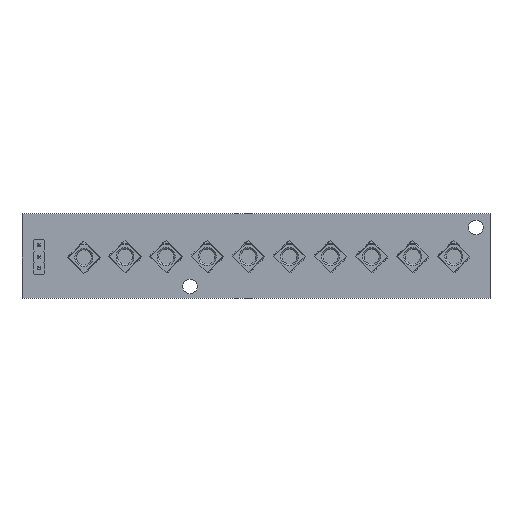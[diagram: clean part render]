
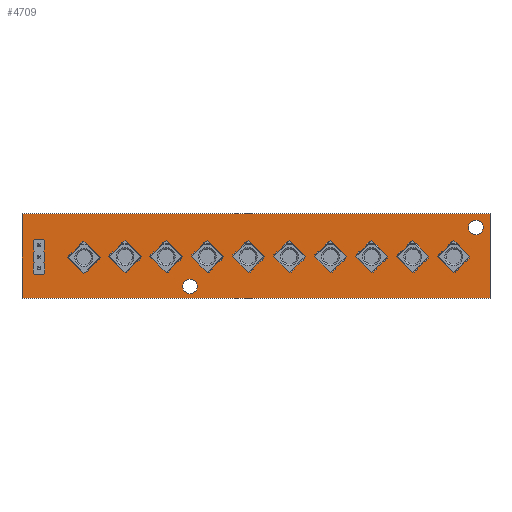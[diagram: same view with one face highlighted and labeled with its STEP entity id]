
A CAD part, top view. The second image highlights one B-rep face of the part: STEP entity #4709.
In plain terms, the highlighted planar face has unit normal (0, 0, 1).
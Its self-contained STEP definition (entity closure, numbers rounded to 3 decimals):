
#4542 = VERTEX_POINT('',#4543);
#4543 = CARTESIAN_POINT('',(51.25,-9.25,1.51));
#4549 = EDGE_CURVE('',#4542,#4550,#4552,.T.);
#4550 = VERTEX_POINT('',#4551);
#4551 = CARTESIAN_POINT('',(-51.25,-9.25,1.51));
#4552 = LINE('',#4553,#4554);
#4553 = CARTESIAN_POINT('',(51.25,-9.25,1.51));
#4554 = VECTOR('',#4555,1.);
#4555 = DIRECTION('',(-1.,0.,0.));
#4582 = VERTEX_POINT('',#4583);
#4583 = CARTESIAN_POINT('',(51.25,9.25,1.51));
#4589 = EDGE_CURVE('',#4582,#4542,#4590,.T.);
#4590 = LINE('',#4591,#4592);
#4591 = CARTESIAN_POINT('',(51.25,9.25,1.51));
#4592 = VECTOR('',#4593,1.);
#4593 = DIRECTION('',(0.,-1.,0.));
#4611 = EDGE_CURVE('',#4550,#4612,#4614,.T.);
#4612 = VERTEX_POINT('',#4613);
#4613 = CARTESIAN_POINT('',(-51.25,9.25,1.51));
#4614 = LINE('',#4615,#4616);
#4615 = CARTESIAN_POINT('',(-51.25,-9.25,1.51));
#4616 = VECTOR('',#4617,1.);
#4617 = DIRECTION('',(0.,1.,0.));
#4709 = ADVANCED_FACE('',(#4710,#4721,#4732,#4743,#4754,#4765),#4776,.T.
  );
#4710 = FACE_BOUND('',#4711,.T.);
#4711 = EDGE_LOOP('',(#4712,#4713,#4714,#4720));
#4712 = ORIENTED_EDGE('',*,*,#4549,.F.);
#4713 = ORIENTED_EDGE('',*,*,#4589,.F.);
#4714 = ORIENTED_EDGE('',*,*,#4715,.F.);
#4715 = EDGE_CURVE('',#4612,#4582,#4716,.T.);
#4716 = LINE('',#4717,#4718);
#4717 = CARTESIAN_POINT('',(-51.25,9.25,1.51));
#4718 = VECTOR('',#4719,1.);
#4719 = DIRECTION('',(1.,0.,0.));
#4720 = ORIENTED_EDGE('',*,*,#4611,.F.);
#4721 = FACE_BOUND('',#4722,.T.);
#4722 = EDGE_LOOP('',(#4723));
#4723 = ORIENTED_EDGE('',*,*,#4724,.T.);
#4724 = EDGE_CURVE('',#4725,#4725,#4727,.T.);
#4725 = VERTEX_POINT('',#4726);
#4726 = CARTESIAN_POINT('',(-14.45,-8.25,1.51));
#4727 = CIRCLE('',#4728,1.6);
#4728 = AXIS2_PLACEMENT_3D('',#4729,#4730,#4731);
#4729 = CARTESIAN_POINT('',(-14.45,-6.65,1.51));
#4730 = DIRECTION('',(-0.,0.,-1.));
#4731 = DIRECTION('',(-0.,-1.,0.));
#4732 = FACE_BOUND('',#4733,.T.);
#4733 = EDGE_LOOP('',(#4734));
#4734 = ORIENTED_EDGE('',*,*,#4735,.T.);
#4735 = EDGE_CURVE('',#4736,#4736,#4738,.T.);
#4736 = VERTEX_POINT('',#4737);
#4737 = CARTESIAN_POINT('',(-47.55,-3.24,1.51));
#4738 = CIRCLE('',#4739,0.5);
#4739 = AXIS2_PLACEMENT_3D('',#4740,#4741,#4742);
#4740 = CARTESIAN_POINT('',(-47.55,-2.74,1.51));
#4741 = DIRECTION('',(-0.,0.,-1.));
#4742 = DIRECTION('',(-0.,-1.,0.));
#4743 = FACE_BOUND('',#4744,.T.);
#4744 = EDGE_LOOP('',(#4745));
#4745 = ORIENTED_EDGE('',*,*,#4746,.T.);
#4746 = EDGE_CURVE('',#4747,#4747,#4749,.T.);
#4747 = VERTEX_POINT('',#4748);
#4748 = CARTESIAN_POINT('',(-47.55,-0.7,1.51));
#4749 = CIRCLE('',#4750,0.5);
#4750 = AXIS2_PLACEMENT_3D('',#4751,#4752,#4753);
#4751 = CARTESIAN_POINT('',(-47.55,-0.2,1.51));
#4752 = DIRECTION('',(-0.,0.,-1.));
#4753 = DIRECTION('',(-0.,-1.,0.));
#4754 = FACE_BOUND('',#4755,.T.);
#4755 = EDGE_LOOP('',(#4756));
#4756 = ORIENTED_EDGE('',*,*,#4757,.T.);
#4757 = EDGE_CURVE('',#4758,#4758,#4760,.T.);
#4758 = VERTEX_POINT('',#4759);
#4759 = CARTESIAN_POINT('',(-47.55,1.84,1.51));
#4760 = CIRCLE('',#4761,0.5);
#4761 = AXIS2_PLACEMENT_3D('',#4762,#4763,#4764);
#4762 = CARTESIAN_POINT('',(-47.55,2.34,1.51));
#4763 = DIRECTION('',(-0.,0.,-1.));
#4764 = DIRECTION('',(-0.,-1.,0.));
#4765 = FACE_BOUND('',#4766,.T.);
#4766 = EDGE_LOOP('',(#4767));
#4767 = ORIENTED_EDGE('',*,*,#4768,.T.);
#4768 = EDGE_CURVE('',#4769,#4769,#4771,.T.);
#4769 = VERTEX_POINT('',#4770);
#4770 = CARTESIAN_POINT('',(48.15,4.65,1.51));
#4771 = CIRCLE('',#4772,1.6);
#4772 = AXIS2_PLACEMENT_3D('',#4773,#4774,#4775);
#4773 = CARTESIAN_POINT('',(48.15,6.25,1.51));
#4774 = DIRECTION('',(-0.,0.,-1.));
#4775 = DIRECTION('',(-0.,-1.,0.));
#4776 = PLANE('',#4777);
#4777 = AXIS2_PLACEMENT_3D('',#4778,#4779,#4780);
#4778 = CARTESIAN_POINT('',(0.,0.,1.51));
#4779 = DIRECTION('',(0.,0.,1.));
#4780 = DIRECTION('',(1.,0.,-0.));
